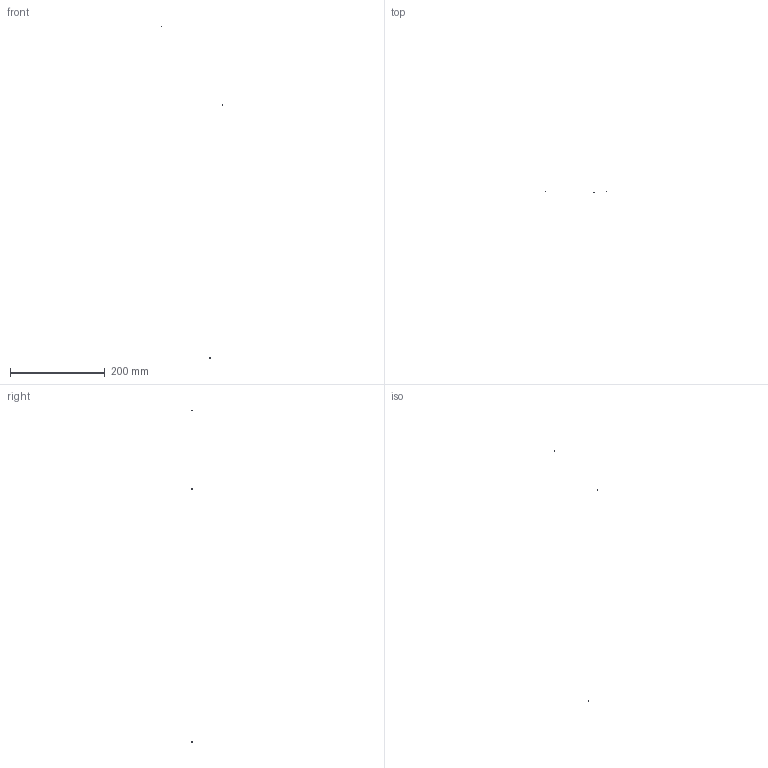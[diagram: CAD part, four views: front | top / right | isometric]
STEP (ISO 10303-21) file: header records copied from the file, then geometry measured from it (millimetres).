
FILE_DESCRIPTION( (''), '2;1');
FILE_NAME ('TF0315-01M-001@WN73_1J.stp','2024-04-19T10:49:40',(''),(''),'spGate 18.9.5 (****-****-****-****)','','');
FILE_SCHEMA (('AUTOMOTIVE_DESIGN'));
Length unit declared in the file: millimetre
Products named in the file (5): Assembly; TF0315-01M-001@WN73_1J-prt0; TF0315-01M-001@WN73_1J-prt1; TF0315-01M-001@WN73_1J-prt2; TF0315-01M-001@WN73_1J-prt3
Assembly tree (4 placements, depth 2):
  Assembly
    TF0315-01M-001@WN73_1J-prt0
    TF0315-01M-001@WN73_1J-prt1
    TF0315-01M-001@WN73_1J-prt2
    TF0315-01M-001@WN73_1J-prt3
Bounding box: 128.63 x 0.35 x 698.98 mm (x, y, z)
Volume: 1.1 mm3; surface area: 16 mm2
Topology: 3 solids, 4 shells, 64 faces, 154 edges, 96 vertices
Faces by surface type: plane 36, cylinder 28
Entity records: 3226 total; most frequent: CARTESIAN_POINT 364, DIRECTION 308, ORIENTED_EDGE 302, COLOUR_RGB 222, PRESENTATION_STYLE_ASSIGNMENT 222, STYLED_ITEM 222, EDGE_CURVE 154, DRAUGHTING_PRE_DEFINED_CURVE_FONT 154
